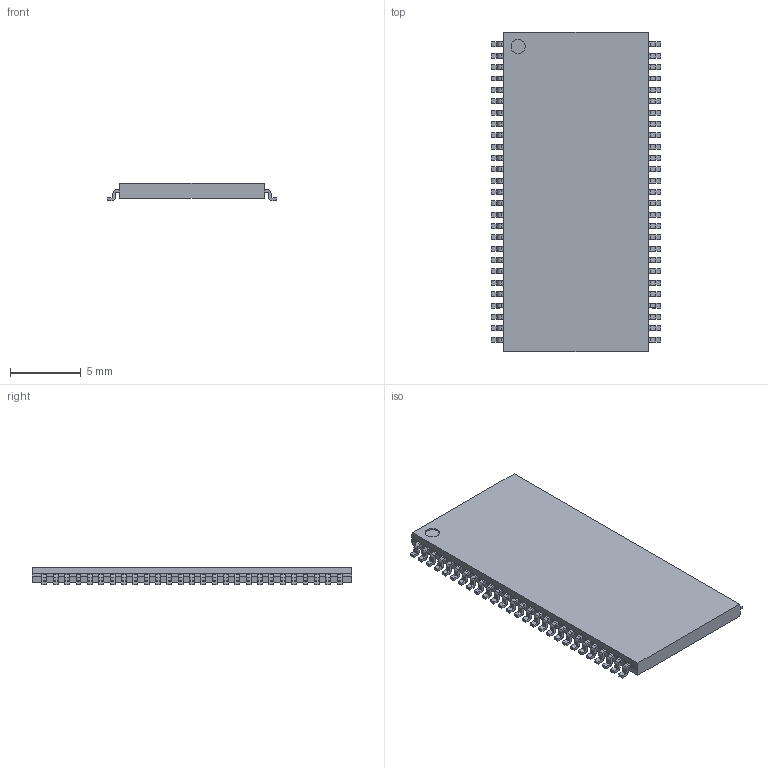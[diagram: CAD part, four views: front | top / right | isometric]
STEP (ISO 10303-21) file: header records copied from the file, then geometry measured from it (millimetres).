
FILE_DESCRIPTION((''),'2;1');
FILE_NAME('SOP80P1184X120-54N.stp','2009-02-16T15:16:23',(''),(''),'Mechanical Desktop 2006','Mechanical Desktop 2006',', , ');
FILE_SCHEMA(('AUTOMOTIVE_DESIGN { 1 2 10303 214 0 1 1 1 }'));
Length unit declared in the file: millimetre
Products named in the file (1): Product
Bounding box: 11.94 x 22.5 x 1.2 mm (x, y, z)
Volume: 246.1 mm3; surface area: 609 mm2
Topology: 55 solids, 55 shells, 985 faces, 2622 edges, 1748 vertices
Faces by surface type: bspline 486, plane 281, cylinder 218
Entity records: 33630 total; most frequent: CARTESIAN_POINT 9838, ORIENTED_EDGE 5244, DIRECTION 4490, EDGE_CURVE 2622, VECTOR 1754, LINE 1754, VERTEX_POINT 1748, AXIS2_PLACEMENT_3D 1368
